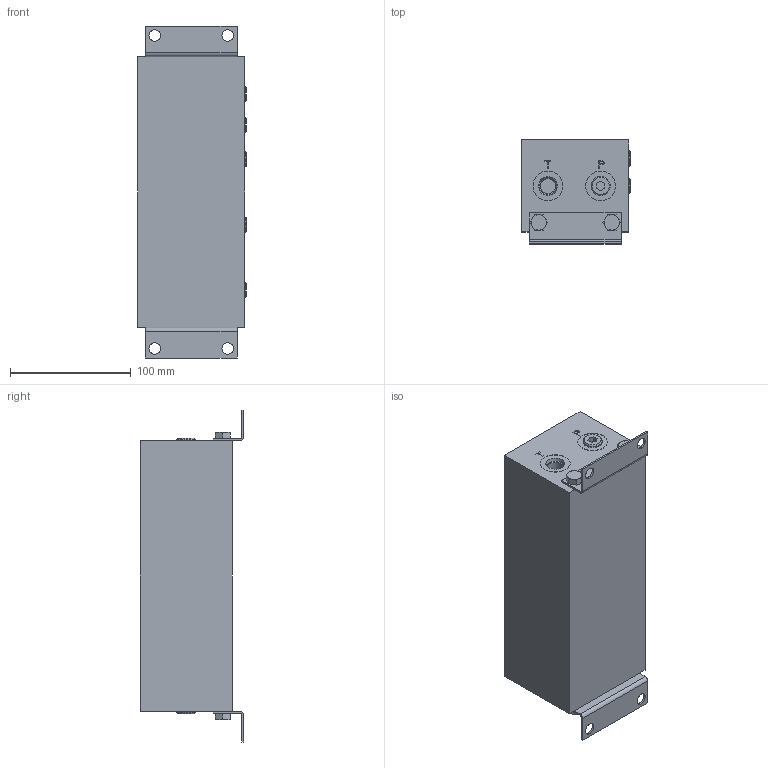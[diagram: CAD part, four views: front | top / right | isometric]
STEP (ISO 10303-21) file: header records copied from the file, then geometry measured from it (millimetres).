
FILE_DESCRIPTION((''),'2;1');
FILE_NAME('ILC70941105','2018-11-06T',('maj'),(''),'PRO/ENGINEER BY PARAMETRIC TECHNOLOGY CORPORATION, 2013320','PRO/ENGINEER BY PARAMETRIC TECHNOLOGY CORPORATION, 2013320','');
FILE_SCHEMA(('AUTOMOTIVE_DESIGN { 1 0 10303 214 1 1 1 1 }'));
Length unit declared in the file: inch
Products named in the file (1): ILC70941105
Bounding box: 90.23 x 85.8 x 275.08 mm (x, y, z)
Volume: 1430699.5 mm3; surface area: 142605.4 mm2
Topology: 1 solids, 3 shells, 811 faces, 2109 edges, 1342 vertices
Faces by surface type: plane 471, cone 178, cylinder 144, torus 18
Entity records: 27953 total; most frequent: CARTESIAN_POINT 6935, ORIENTED_EDGE 4122, DIRECTION 4007, EDGE_CURVE 2061, VECTOR 1409, LINE 1409, VERTEX_POINT 1342, AXIS2_PLACEMENT_3D 1299
